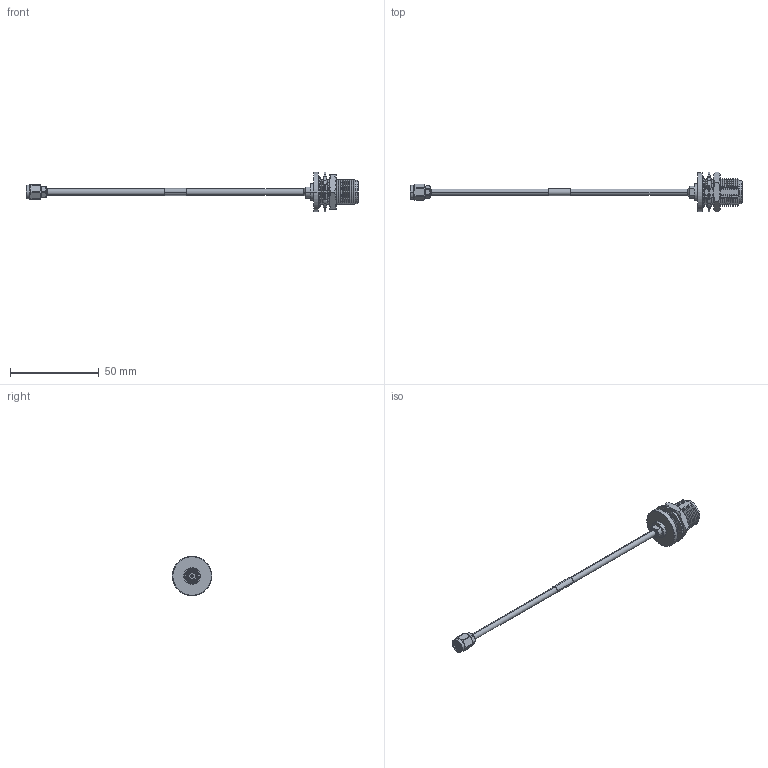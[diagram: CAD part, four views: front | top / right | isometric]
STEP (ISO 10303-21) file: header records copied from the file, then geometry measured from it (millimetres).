
FILE_DESCRIPTION (( 'STEP AP214' ), '1' );
FILE_NAME ('LCCA30410.step', '2020-05-01T17:48:02', ( '' ), ( '' ), 'SwSTEP 2.0', 'SolidWorks 2018', '' );
FILE_SCHEMA (( 'AUTOMOTIVE_DESIGN' ));
Length unit declared in the file: inch
Products named in the file (6): LCCN3057___; 1AW01-003_.152 ID; solder plug^LCCA30410; LCCN3043; LC141TB (141 FORMABLE); LCCA30410
Assembly tree (6 placements, depth 2):
  LCCA30410
    LC141TB (141 FORMABLE)
    LCCN3043
    1AW01-003_.152 ID
    LCCN3057___
    solder plug^LCCA30410  x2
Bounding box: 186.82 x 22.35 x 22.35 mm (x, y, z)
Volume: 7215.7 mm3; surface area: 7094.8 mm2
Topology: 10 solids, 11 shells, 425 faces, 1076 edges, 683 vertices
Faces by surface type: plane 170, cone 151, cylinder 85, torus 12, sphere 4, bspline 3
Entity records: 15308 total; most frequent: CARTESIAN_POINT 4485, ORIENTED_EDGE 2128, DIRECTION 2026, EDGE_CURVE 1064, AXIS2_PLACEMENT_3D 812, VERTEX_POINT 675, EDGE_LOOP 441, FACE_OUTER_BOUND 420
